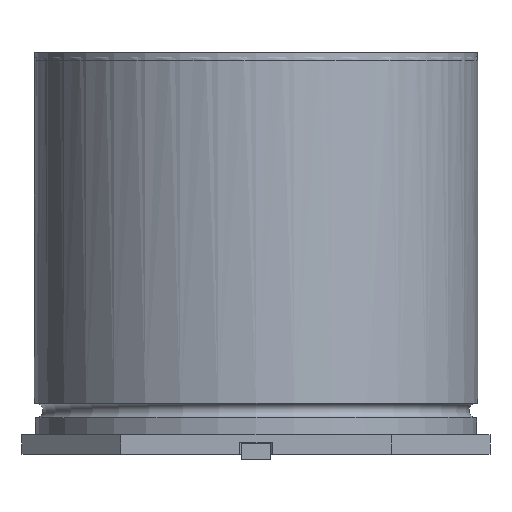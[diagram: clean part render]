
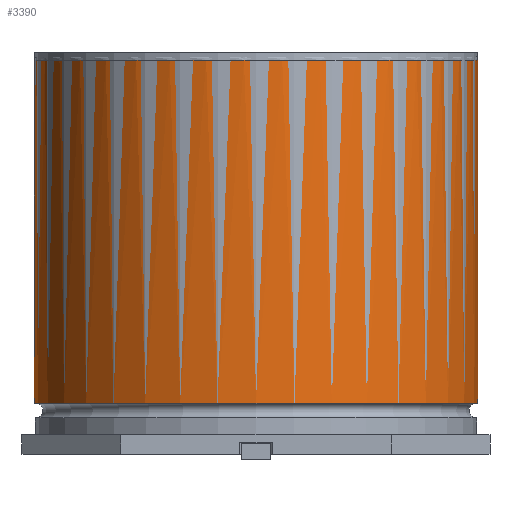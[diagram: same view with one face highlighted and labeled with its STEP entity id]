
A CAD part, front view. The second image highlights one B-rep face of the part: STEP entity #3390.
In plain terms, the highlighted cylindrical face has radius 9 mm (diameter 18 mm), a full revolution.
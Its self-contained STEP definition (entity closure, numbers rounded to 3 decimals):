
#3254 = ( BOUNDED_SURFACE() B_SPLINE_SURFACE(2,14,(
    (#3255,#3256,#3257,#3258,#3259,#3260,#3261,#3262,#3263,#3264,#3265
      ,#3266,#3267,#3268,#3269)
    ,(#3270,#3271,#3272,#3273,#3274,#3275,#3276,#3277,#3278,#3279,#3280
      ,#3281,#3282,#3283,#3284)
    ,(#3285,#3286,#3287,#3288,#3289,#3290,#3291,#3292,#3293,#3294,#3295
      ,#3296,#3297,#3298,#3299
)),.UNSPECIFIED.,.F.,.T.,.F.) B_SPLINE_SURFACE_WITH_KNOTS((3,3),(15,15),
  (0.,56.549),(0.,56.549),
.PIECEWISE_BEZIER_KNOTS.) GEOMETRIC_REPRESENTATION_ITEM() 
RATIONAL_B_SPLINE_SURFACE((
    (1.,1.,1.,1.,1.,1.
      ,1.,1.,1.,1.
      ,1.,1.,1.,1.,1.)
    ,(0.707,0.707,0.707,0.707
      ,0.707,0.707,0.707,0.707
      ,0.707,0.707,0.707,0.707
      ,0.707,0.707,0.707)
    ,(1.,1.,1.,1.,1.,1.
      ,1.,1.,1.,1.
,1.,1.,1.,1.,1.
))) REPRESENTATION_ITEM('') SURFACE() );
#3255 = CARTESIAN_POINT('',(8.7,0.,16.5));
#3256 = CARTESIAN_POINT('',(8.7,3.848,16.5));
#3257 = CARTESIAN_POINT('',(6.867,7.778,16.5));
#3258 = CARTESIAN_POINT('',(3.073,10.766,
    16.5));
#3259 = CARTESIAN_POINT('',(-2.103,11.748,
    16.5));
#3260 = CARTESIAN_POINT('',(-7.464,9.804,
    16.5));
#3261 = CARTESIAN_POINT('',(-11.06,5.954,
    16.5));
#3262 = CARTESIAN_POINT('',(-13.335,0.,
    16.5));
#3263 = CARTESIAN_POINT('',(-11.06,-5.954,
    16.5));
#3264 = CARTESIAN_POINT('',(-7.464,-9.804,
    16.5));
#3265 = CARTESIAN_POINT('',(-2.103,-11.748,
    16.5));
#3266 = CARTESIAN_POINT('',(3.073,-10.766,16.5));
#3267 = CARTESIAN_POINT('',(6.867,-7.778,16.5));
#3268 = CARTESIAN_POINT('',(8.7,-3.848,16.5));
#3269 = CARTESIAN_POINT('',(8.7,0.,16.5));
#3270 = CARTESIAN_POINT('',(9.,0.,16.5));
#3271 = CARTESIAN_POINT('',(9.,3.981,16.5));
#3272 = CARTESIAN_POINT('',(7.104,8.046,16.5));
#3273 = CARTESIAN_POINT('',(3.179,11.137,
    16.5));
#3274 = CARTESIAN_POINT('',(-2.175,12.153,
    16.5));
#3275 = CARTESIAN_POINT('',(-7.721,10.142,
    16.5));
#3276 = CARTESIAN_POINT('',(-11.442,6.16,
    16.5));
#3277 = CARTESIAN_POINT('',(-13.795,0.,
    16.5));
#3278 = CARTESIAN_POINT('',(-11.442,-6.16,
    16.5));
#3279 = CARTESIAN_POINT('',(-7.721,-10.142,
    16.5));
#3280 = CARTESIAN_POINT('',(-2.175,-12.153,
    16.5));
#3281 = CARTESIAN_POINT('',(3.179,-11.137,16.5));
#3282 = CARTESIAN_POINT('',(7.104,-8.046,16.5));
#3283 = CARTESIAN_POINT('',(9.,-3.981,16.5));
#3284 = CARTESIAN_POINT('',(9.,0.,16.5));
#3285 = CARTESIAN_POINT('',(9.,0.,16.2));
#3286 = CARTESIAN_POINT('',(9.,3.981,16.2));
#3287 = CARTESIAN_POINT('',(7.104,8.046,16.2));
#3288 = CARTESIAN_POINT('',(3.179,11.137,
    16.2));
#3289 = CARTESIAN_POINT('',(-2.175,12.153,
    16.2));
#3290 = CARTESIAN_POINT('',(-7.721,10.142,
    16.2));
#3291 = CARTESIAN_POINT('',(-11.442,6.16,
    16.2));
#3292 = CARTESIAN_POINT('',(-13.795,0.,
    16.2));
#3293 = CARTESIAN_POINT('',(-11.442,-6.16,
    16.2));
#3294 = CARTESIAN_POINT('',(-7.721,-10.142,
    16.2));
#3295 = CARTESIAN_POINT('',(-2.175,-12.153,
    16.2));
#3296 = CARTESIAN_POINT('',(3.179,-11.137,16.2));
#3297 = CARTESIAN_POINT('',(7.104,-8.046,16.2));
#3298 = CARTESIAN_POINT('',(9.,-3.981,16.2));
#3299 = CARTESIAN_POINT('',(9.,0.,16.2));
#3312 = VERTEX_POINT('',#3313);
#3313 = CARTESIAN_POINT('',(9.,0.,16.2));
#3334 = EDGE_CURVE('',#3312,#3312,#3335,.T.);
#3335 = SURFACE_CURVE('',#3336,(#3352,#3359),.PCURVE_S1.);
#3336 = ( BOUNDED_CURVE() B_SPLINE_CURVE(14,(#3337,#3338,#3339,#3340,
    #3341,#3342,#3343,#3344,#3345,#3346,#3347,#3348,#3349,#3350,#3351),
.UNSPECIFIED.,.T.,.F.) B_SPLINE_CURVE_WITH_KNOTS((15,15),(
0.,56.549),.PIECEWISE_BEZIER_KNOTS.) CURVE() 
GEOMETRIC_REPRESENTATION_ITEM() RATIONAL_B_SPLINE_CURVE((1.,1.,1.,
    1.,1.,1.,1.,
    1.,1.,1.,1.,
1.,1.,1.,1.)) REPRESENTATION_ITEM('') );
#3337 = CARTESIAN_POINT('',(9.,0.,16.2));
#3338 = CARTESIAN_POINT('',(9.,3.981,16.2));
#3339 = CARTESIAN_POINT('',(7.104,8.046,16.2));
#3340 = CARTESIAN_POINT('',(3.179,11.137,
    16.2));
#3341 = CARTESIAN_POINT('',(-2.175,12.153,
    16.2));
#3342 = CARTESIAN_POINT('',(-7.721,10.142,
    16.2));
#3343 = CARTESIAN_POINT('',(-11.442,6.16,
    16.2));
#3344 = CARTESIAN_POINT('',(-13.795,0.,
    16.2));
#3345 = CARTESIAN_POINT('',(-11.442,-6.16,
    16.2));
#3346 = CARTESIAN_POINT('',(-7.721,-10.142,
    16.2));
#3347 = CARTESIAN_POINT('',(-2.175,-12.153,
    16.2));
#3348 = CARTESIAN_POINT('',(3.179,-11.137,16.2));
#3349 = CARTESIAN_POINT('',(7.104,-8.046,16.2));
#3350 = CARTESIAN_POINT('',(9.,-3.981,16.2));
#3351 = CARTESIAN_POINT('',(9.,0.,16.2));
#3352 = PCURVE('',#3254,#3353);
#3353 = DEFINITIONAL_REPRESENTATION('',(#3354),#3358);
#3354 = LINE('',#3355,#3356);
#3355 = CARTESIAN_POINT('',(56.549,0.));
#3356 = VECTOR('',#3357,1.);
#3357 = DIRECTION('',(0.,1.));
#3358 = ( GEOMETRIC_REPRESENTATION_CONTEXT(2) 
PARAMETRIC_REPRESENTATION_CONTEXT() REPRESENTATION_CONTEXT('2D SPACE',''
  ) );
#3359 = PCURVE('',#3360,#3365);
#3360 = CYLINDRICAL_SURFACE('',#3361,9.);
#3361 = AXIS2_PLACEMENT_3D('',#3362,#3363,#3364);
#3362 = CARTESIAN_POINT('',(0.,0.,16.5));
#3363 = DIRECTION('',(0.,0.,1.));
#3364 = DIRECTION('',(1.,0.,0.));
#3365 = DEFINITIONAL_REPRESENTATION('',(#3366),#3387);
#3366 = B_SPLINE_CURVE_WITH_KNOTS('',10,(#3367,#3368,#3369,#3370,#3371,
    #3372,#3373,#3374,#3375,#3376,#3377,#3378,#3379,#3380,#3381,#3382,
    #3383,#3384,#3385,#3386),.UNSPECIFIED.,.F.,.F.,(11,9,11),(
    0.,28.274,56.549),.UNSPECIFIED.);
#3367 = CARTESIAN_POINT('',(0.,-0.3));
#3368 = CARTESIAN_POINT('',(0.31,-0.3));
#3369 = CARTESIAN_POINT('',(0.624,-0.3));
#3370 = CARTESIAN_POINT('',(0.94,-0.3));
#3371 = CARTESIAN_POINT('',(1.256,-0.3));
#3372 = CARTESIAN_POINT('',(1.57,-0.3));
#3373 = CARTESIAN_POINT('',(1.885,-0.3));
#3374 = CARTESIAN_POINT('',(2.199,-0.3));
#3375 = CARTESIAN_POINT('',(2.513,-0.3));
#3376 = CARTESIAN_POINT('',(2.827,-0.3));
#3377 = CARTESIAN_POINT('',(3.456,-0.3));
#3378 = CARTESIAN_POINT('',(3.77,-0.3));
#3379 = CARTESIAN_POINT('',(4.084,-0.3));
#3380 = CARTESIAN_POINT('',(4.398,-0.3));
#3381 = CARTESIAN_POINT('',(4.713,-0.3));
#3382 = CARTESIAN_POINT('',(5.027,-0.3));
#3383 = CARTESIAN_POINT('',(5.343,-0.3));
#3384 = CARTESIAN_POINT('',(5.659,-0.3));
#3385 = CARTESIAN_POINT('',(5.974,-0.3));
#3386 = CARTESIAN_POINT('',(6.283,-0.3));
#3387 = ( GEOMETRIC_REPRESENTATION_CONTEXT(2) 
PARAMETRIC_REPRESENTATION_CONTEXT() REPRESENTATION_CONTEXT('2D SPACE',''
  ) );
#3390 = ADVANCED_FACE('',(#3391),#3360,.T.);
#3391 = FACE_BOUND('',#3392,.T.);
#3392 = EDGE_LOOP('',(#3393,#3416,#3443,#3444));
#3393 = ORIENTED_EDGE('',*,*,#3394,.F.);
#3394 = EDGE_CURVE('',#3395,#3312,#3397,.T.);
#3395 = VERTEX_POINT('',#3396);
#3396 = CARTESIAN_POINT('',(9.,0.,2.282));
#3397 = SEAM_CURVE('',#3398,(#3402,#3409),.PCURVE_S1.);
#3398 = LINE('',#3399,#3400);
#3399 = CARTESIAN_POINT('',(9.,0.,16.5));
#3400 = VECTOR('',#3401,1.);
#3401 = DIRECTION('',(0.,0.,1.));
#3402 = PCURVE('',#3360,#3403);
#3403 = DEFINITIONAL_REPRESENTATION('',(#3404),#3408);
#3404 = LINE('',#3405,#3406);
#3405 = CARTESIAN_POINT('',(0.,0.));
#3406 = VECTOR('',#3407,1.);
#3407 = DIRECTION('',(0.,1.));
#3408 = ( GEOMETRIC_REPRESENTATION_CONTEXT(2) 
PARAMETRIC_REPRESENTATION_CONTEXT() REPRESENTATION_CONTEXT('2D SPACE',''
  ) );
#3409 = PCURVE('',#3360,#3410);
#3410 = DEFINITIONAL_REPRESENTATION('',(#3411),#3415);
#3411 = LINE('',#3412,#3413);
#3412 = CARTESIAN_POINT('',(6.283,0.));
#3413 = VECTOR('',#3414,1.);
#3414 = DIRECTION('',(0.,1.));
#3415 = ( GEOMETRIC_REPRESENTATION_CONTEXT(2) 
PARAMETRIC_REPRESENTATION_CONTEXT() REPRESENTATION_CONTEXT('2D SPACE',''
  ) );
#3416 = ORIENTED_EDGE('',*,*,#3417,.T.);
#3417 = EDGE_CURVE('',#3395,#3395,#3418,.T.);
#3418 = SURFACE_CURVE('',#3419,(#3424,#3431),.PCURVE_S1.);
#3419 = CIRCLE('',#3420,9.);
#3420 = AXIS2_PLACEMENT_3D('',#3421,#3422,#3423);
#3421 = CARTESIAN_POINT('',(0.,0.,2.282));
#3422 = DIRECTION('',(0.,-0.,1.));
#3423 = DIRECTION('',(1.,0.,0.));
#3424 = PCURVE('',#3360,#3425);
#3425 = DEFINITIONAL_REPRESENTATION('',(#3426),#3430);
#3426 = LINE('',#3427,#3428);
#3427 = CARTESIAN_POINT('',(0.,-14.218));
#3428 = VECTOR('',#3429,1.);
#3429 = DIRECTION('',(1.,0.));
#3430 = ( GEOMETRIC_REPRESENTATION_CONTEXT(2) 
PARAMETRIC_REPRESENTATION_CONTEXT() REPRESENTATION_CONTEXT('2D SPACE',''
  ) );
#3431 = PCURVE('',#3432,#3437);
#3432 = TOROIDAL_SURFACE('',#3433,8.955,0.3);
#3433 = AXIS2_PLACEMENT_3D('',#3434,#3435,#3436);
#3434 = CARTESIAN_POINT('',(0.,0.,1.985));
#3435 = DIRECTION('',(0.,0.,1.));
#3436 = DIRECTION('',(1.,0.,0.));
#3437 = DEFINITIONAL_REPRESENTATION('',(#3438),#3442);
#3438 = LINE('',#3439,#3440);
#3439 = CARTESIAN_POINT('',(0.,1.421));
#3440 = VECTOR('',#3441,1.);
#3441 = DIRECTION('',(1.,0.));
#3442 = ( GEOMETRIC_REPRESENTATION_CONTEXT(2) 
PARAMETRIC_REPRESENTATION_CONTEXT() REPRESENTATION_CONTEXT('2D SPACE',''
  ) );
#3443 = ORIENTED_EDGE('',*,*,#3394,.T.);
#3444 = ORIENTED_EDGE('',*,*,#3334,.F.);
